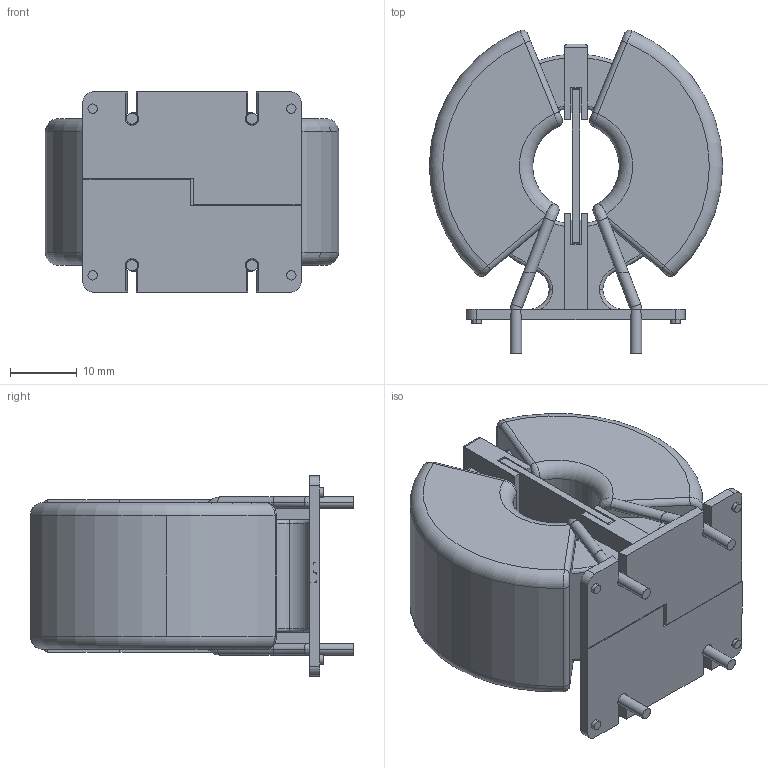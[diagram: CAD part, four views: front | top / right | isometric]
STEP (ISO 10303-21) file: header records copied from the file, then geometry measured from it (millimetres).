
FILE_DESCRIPTION (( 'STEP AP214' ), '1' );
FILE_NAME ('SC-15-10J.STEP', '2019-01-30T01:43:15', ( '' ), ( '' ), 'SwSTEP 2.0', 'SolidWorks 2018', '' );
FILE_SCHEMA (( 'AUTOMOTIVE_DESIGN' ));
Length unit declared in the file: millimetre
Products named in the file (1): SC-15-10J
Bounding box: 44 x 48.5 x 30 mm (x, y, z)
Volume: 27115 mm3; surface area: 13095.3 mm2
Topology: 1 solids, 1 shells, 429 faces, 1157 edges, 740 vertices
Faces by surface type: plane 223, cylinder 138, torus 40, bspline 20, cone 8
Entity records: 19564 total; most frequent: CARTESIAN_POINT 4123, ORIENTED_EDGE 2314, DIRECTION 2153, EDGE_CURVE 1157, VERTEX_POINT 740, AXIS2_PLACEMENT_3D 722, VECTOR 709, LINE 709
